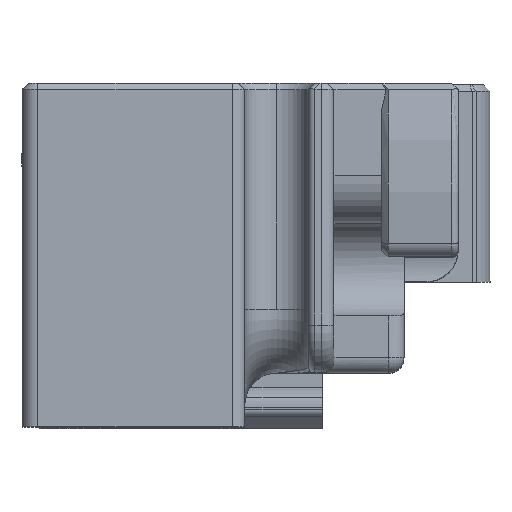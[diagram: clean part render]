
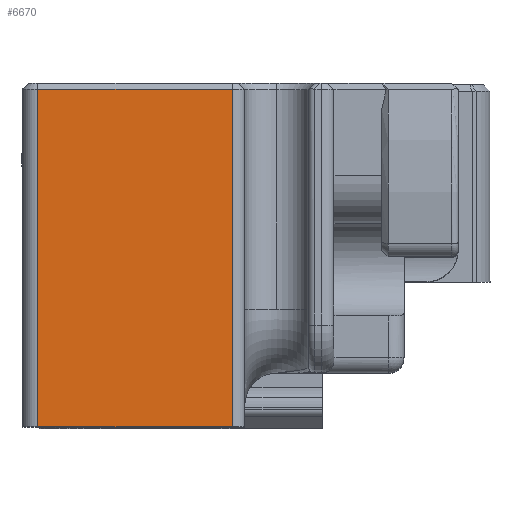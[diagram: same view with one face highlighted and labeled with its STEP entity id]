
A CAD part, top view. The second image highlights one B-rep face of the part: STEP entity #6670.
In plain terms, the highlighted planar face has unit normal (0, 0, 1).
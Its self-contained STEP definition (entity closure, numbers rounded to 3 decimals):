
#534=PLANE('',#7210);
#830=FACE_OUTER_BOUND('',#1205,.T.);
#1205=EDGE_LOOP('',(#5606,#5607,#5608,#5609));
#1880=LINE('',#11144,#2546);
#1883=LINE('',#11158,#2549);
#1884=LINE('',#11159,#2550);
#1885=LINE('',#11160,#2551);
#2546=VECTOR('',#8608,10.);
#2549=VECTOR('',#8621,10.);
#2550=VECTOR('',#8622,10.);
#2551=VECTOR('',#8623,10.);
#3450=VERTEX_POINT('',#11142);
#3451=VERTEX_POINT('',#11143);
#3456=VERTEX_POINT('',#11156);
#3457=VERTEX_POINT('',#11157);
#4244=EDGE_CURVE('',#3450,#3451,#1880,.T.);
#4251=EDGE_CURVE('',#3456,#3457,#1883,.T.);
#4252=EDGE_CURVE('',#3451,#3456,#1884,.T.);
#4253=EDGE_CURVE('',#3457,#3450,#1885,.T.);
#5606=ORIENTED_EDGE('',*,*,#4251,.F.);
#5607=ORIENTED_EDGE('',*,*,#4252,.F.);
#5608=ORIENTED_EDGE('',*,*,#4244,.F.);
#5609=ORIENTED_EDGE('',*,*,#4253,.F.);
#6670=ADVANCED_FACE('',(#830),#534,.F.);
#7210=AXIS2_PLACEMENT_3D('',#11155,#8619,#8620);
#8608=DIRECTION('',(-1.,0.,0.));
#8619=DIRECTION('center_axis',(0.,0.,
-1.));
#8620=DIRECTION('ref_axis',(-1.,0.,0.));
#8621=DIRECTION('',(1.,0.,0.));
#8622=DIRECTION('',(0.,1.,0.));
#8623=DIRECTION('',(0.,-1.,0.));
#11142=CARTESIAN_POINT('',(-9.651,6.719,34.376));
#11143=CARTESIAN_POINT('',(-21.851,6.719,34.376));
#11144=CARTESIAN_POINT('',(-6.701,6.719,34.376));
#11155=CARTESIAN_POINT('Origin',(-3.751,-13.281,34.376));
#11156=CARTESIAN_POINT('',(-21.851,27.919,34.376));
#11157=CARTESIAN_POINT('',(-9.651,27.919,34.376));
#11158=CARTESIAN_POINT('',(-10.401,27.919,34.376));
#11159=CARTESIAN_POINT('',(-21.851,-3.281,34.376));
#11160=CARTESIAN_POINT('',(-9.651,8.019,34.376));
